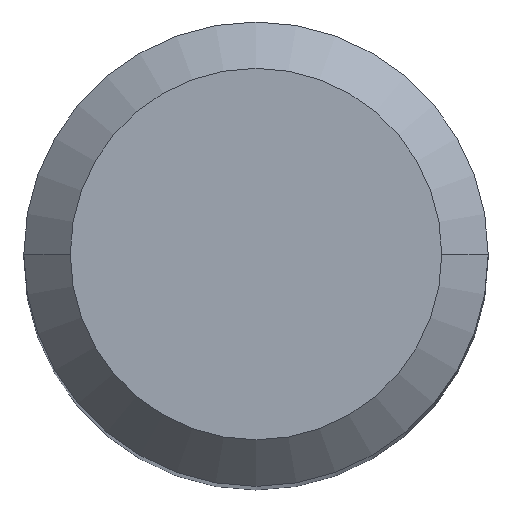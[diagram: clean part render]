
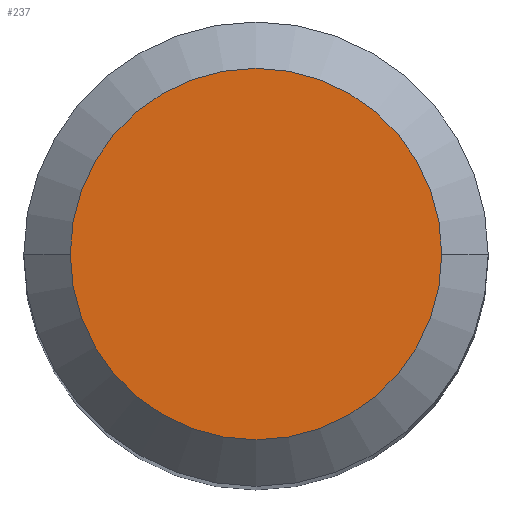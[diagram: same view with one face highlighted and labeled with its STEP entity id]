
A CAD part, top view. The second image highlights one B-rep face of the part: STEP entity #237.
In plain terms, the highlighted planar face has unit normal (0, 0, 1).
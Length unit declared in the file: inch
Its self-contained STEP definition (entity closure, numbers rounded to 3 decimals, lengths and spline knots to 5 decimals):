
#37 = VERTEX_POINT ( 'NONE', #482 ) ;
#51 = CIRCLE ( 'NONE', #358, 0.126 ) ;
#53 = ORIENTED_EDGE ( 'NONE', *, *, #419, .T. ) ;
#74 = DIRECTION ( 'NONE',  ( -1., 0., 0. ) ) ;
#79 = CARTESIAN_POINT ( 'NONE',  ( 0., 0., 0. ) ) ;
#93 = AXIS2_PLACEMENT_3D ( 'NONE', #79, #412, #74 ) ;
#95 = DIRECTION ( 'NONE',  ( 1., 0., 0. ) ) ;
#129 = DIRECTION ( 'NONE',  ( 0., 0., 1. ) ) ;
#134 = DIRECTION ( 'NONE',  ( 0., 0., 1. ) ) ;
#166 = ORIENTED_EDGE ( 'NONE', *, *, #466, .T. ) ;
#212 = CARTESIAN_POINT ( 'NONE',  ( 0., 0., 0. ) ) ;
#237 = ADVANCED_FACE ( 'NONE', ( #485 ), #365, .F. ) ;
#248 = CIRCLE ( 'NONE', #428, 0.126 ) ;
#250 = EDGE_LOOP ( 'NONE', ( #53, #166 ) ) ;
#347 = CARTESIAN_POINT ( 'NONE',  ( 0., 0., 0. ) ) ;
#358 = AXIS2_PLACEMENT_3D ( 'NONE', #212, #129, #95 ) ;
#365 = PLANE ( 'NONE',  #93 ) ;
#381 = DIRECTION ( 'NONE',  ( 1., 0., 0. ) ) ;
#389 = VERTEX_POINT ( 'NONE', #464 ) ;
#412 = DIRECTION ( 'NONE',  ( 0., 0., -1. ) ) ;
#419 = EDGE_CURVE ( 'NONE', #37, #389, #248, .T. ) ;
#428 = AXIS2_PLACEMENT_3D ( 'NONE', #347, #134, #381 ) ;
#464 = CARTESIAN_POINT ( 'NONE',  ( 0.126, 0., 0. ) ) ;
#466 = EDGE_CURVE ( 'NONE', #389, #37, #51, .T. ) ;
#482 = CARTESIAN_POINT ( 'NONE',  ( -0.126, 0., 0. ) ) ;
#485 = FACE_OUTER_BOUND ( 'NONE', #250, .T. ) ;
